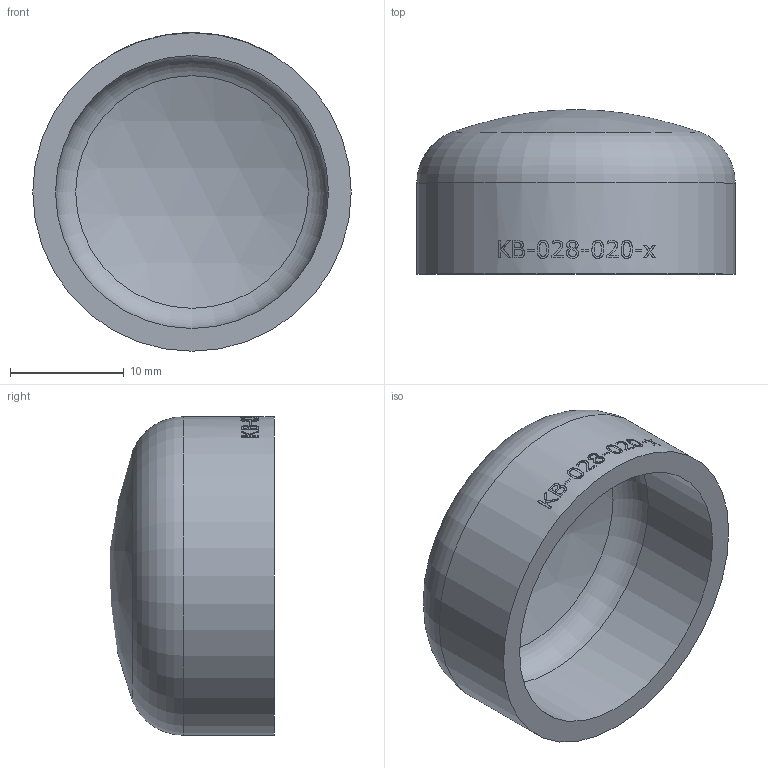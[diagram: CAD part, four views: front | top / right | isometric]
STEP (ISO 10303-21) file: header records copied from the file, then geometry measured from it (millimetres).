
FILE_DESCRIPTION (( 'STEP AP214' ), '1' );
FILE_NAME ('KB-028-020-x Klöpperboden 2001.STEP', '2020-01-20T07:50:28', ( '' ), ( '' ), 'SwSTEP 2.0', 'SolidWorks 2016', '' );
FILE_SCHEMA (( 'AUTOMOTIVE_DESIGN' ));
Length unit declared in the file: millimetre
Products named in the file (1): KB-028-020-x Klöpperboden 2001
Bounding box: 28 x 14.46 x 28 mm (x, y, z)
Volume: 2734.4 mm3; surface area: 2909.6 mm2
Topology: 1 solids, 1 shells, 172 faces, 448 edges, 298 vertices
Faces by surface type: bspline 99, plane 48, cylinder 21, torus 2, sphere 2
Full cylindrical faces by diameter (mm): 24 x1, 28 x1
Entity records: 15582 total; most frequent: CARTESIAN_POINT 10456, ORIENTED_EDGE 888, EDGE_CURVE 444, DIRECTION 336, B_SPLINE_CURVE_WITH_KNOTS 314, VERTEX_POINT 298, EDGE_LOOP 196, FACE_OUTER_BOUND 176
